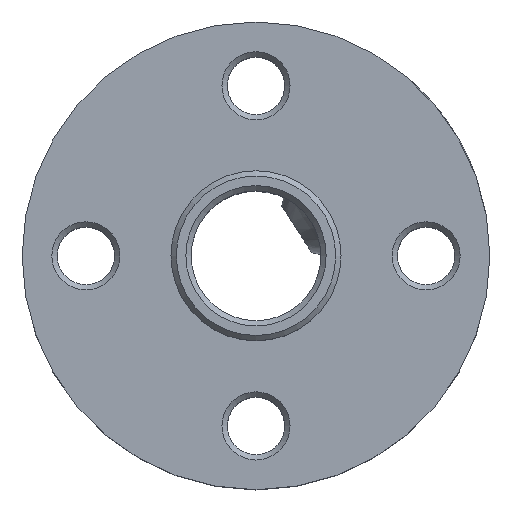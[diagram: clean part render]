
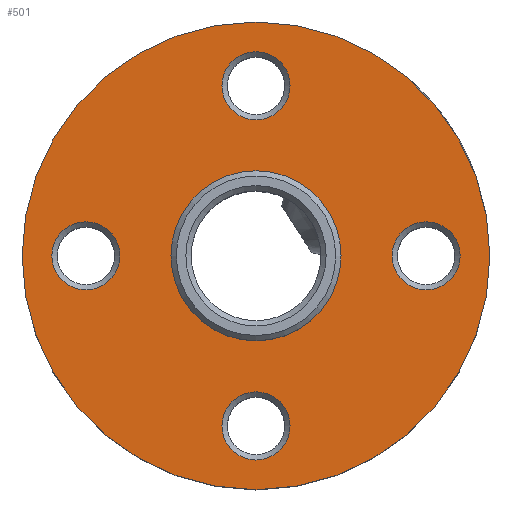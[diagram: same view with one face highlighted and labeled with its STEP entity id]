
A CAD part, top view. The second image highlights one B-rep face of the part: STEP entity #501.
In plain terms, the highlighted planar face has unit normal (0, 0, 1).
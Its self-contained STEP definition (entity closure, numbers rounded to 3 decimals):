
#96=FACE_BOUND($,#169,.T.);
#97=FACE_BOUND($,#170,.T.);
#98=FACE_BOUND($,#171,.T.);
#99=FACE_BOUND($,#172,.T.);
#100=FACE_BOUND($,#173,.T.);
#132=FACE_OUTER_BOUND($,#168,.T.);
#168=EDGE_LOOP($,(#375));
#169=EDGE_LOOP($,(#376));
#170=EDGE_LOOP($,(#377));
#171=EDGE_LOOP($,(#378));
#172=EDGE_LOOP($,(#379));
#173=EDGE_LOOP($,(#380));
#240=CIRCLE($,#543,11.);
#241=CIRCLE($,#544,4.);
#242=CIRCLE($,#545,1.603);
#243=CIRCLE($,#546,1.603);
#244=CIRCLE($,#547,1.603);
#245=CIRCLE($,#548,1.603);
#269=VERTEX_POINT($,#767);
#270=VERTEX_POINT($,#769);
#271=VERTEX_POINT($,#771);
#272=VERTEX_POINT($,#773);
#273=VERTEX_POINT($,#775);
#274=VERTEX_POINT($,#777);
#318=EDGE_CURVE($,#269,#269,#240,.T.);
#319=EDGE_CURVE($,#270,#270,#241,.T.);
#320=EDGE_CURVE($,#271,#271,#242,.T.);
#321=EDGE_CURVE($,#272,#272,#243,.T.);
#322=EDGE_CURVE($,#273,#273,#244,.T.);
#323=EDGE_CURVE($,#274,#274,#245,.T.);
#375=ORIENTED_EDGE($,*,*,#318,.T.);
#376=ORIENTED_EDGE($,*,*,#319,.T.);
#377=ORIENTED_EDGE($,*,*,#320,.T.);
#378=ORIENTED_EDGE($,*,*,#321,.T.);
#379=ORIENTED_EDGE($,*,*,#322,.T.);
#380=ORIENTED_EDGE($,*,*,#323,.T.);
#489=PLANE($,#542);
#501=ADVANCED_FACE($,(#132,#96,#97,#98,#99,#100),#489,.T.);
#542=AXIS2_PLACEMENT_3D($,#766,#611,#612);
#543=AXIS2_PLACEMENT_3D($,#768,#613,#614);
#544=AXIS2_PLACEMENT_3D($,#770,#615,#616);
#545=AXIS2_PLACEMENT_3D($,#772,#617,#618);
#546=AXIS2_PLACEMENT_3D($,#774,#619,#620);
#547=AXIS2_PLACEMENT_3D($,#776,#621,#622);
#548=AXIS2_PLACEMENT_3D($,#778,#623,#624);
#611=DIRECTION('center_axis',(0.,0.,1.));
#612=DIRECTION('ref_axis',(1.,0.,0.));
#613=DIRECTION('center_axis',(0.,0.,1.));
#614=DIRECTION('ref_axis',(0.,1.,0.));
#615=DIRECTION('center_axis',(0.,0.,-1.));
#616=DIRECTION('ref_axis',(0.,-1.,0.));
#617=DIRECTION('center_axis',(0.,0.,-1.));
#618=DIRECTION('ref_axis',(0.,-1.,0.));
#619=DIRECTION('center_axis',(0.,0.,-1.));
#620=DIRECTION('ref_axis',(0.,-1.,0.));
#621=DIRECTION('center_axis',(0.,0.,-1.));
#622=DIRECTION('ref_axis',(0.,1.,0.));
#623=DIRECTION('center_axis',(0.,0.,-1.));
#624=DIRECTION('ref_axis',(0.,-1.,0.));
#766=CARTESIAN_POINT('Origin',(0.,0.,0.));
#767=CARTESIAN_POINT('',(0.,11.,0.));
#768=CARTESIAN_POINT('Origin',(0.,0.,0.));
#769=CARTESIAN_POINT('',(0.,4.,0.));
#770=CARTESIAN_POINT('Origin',(0.,0.,0.));
#771=CARTESIAN_POINT('',(0.,-6.398,0.));
#772=CARTESIAN_POINT('Origin',(0.,-8.,0.));
#773=CARTESIAN_POINT('',(8.,1.603,0.));
#774=CARTESIAN_POINT('Origin',(8.,0.,0.));
#775=CARTESIAN_POINT('',(0.,6.398,0.));
#776=CARTESIAN_POINT('Origin',(0.,8.,0.));
#777=CARTESIAN_POINT('',(-8.,1.603,0.));
#778=CARTESIAN_POINT('Origin',(-8.,0.,0.));
